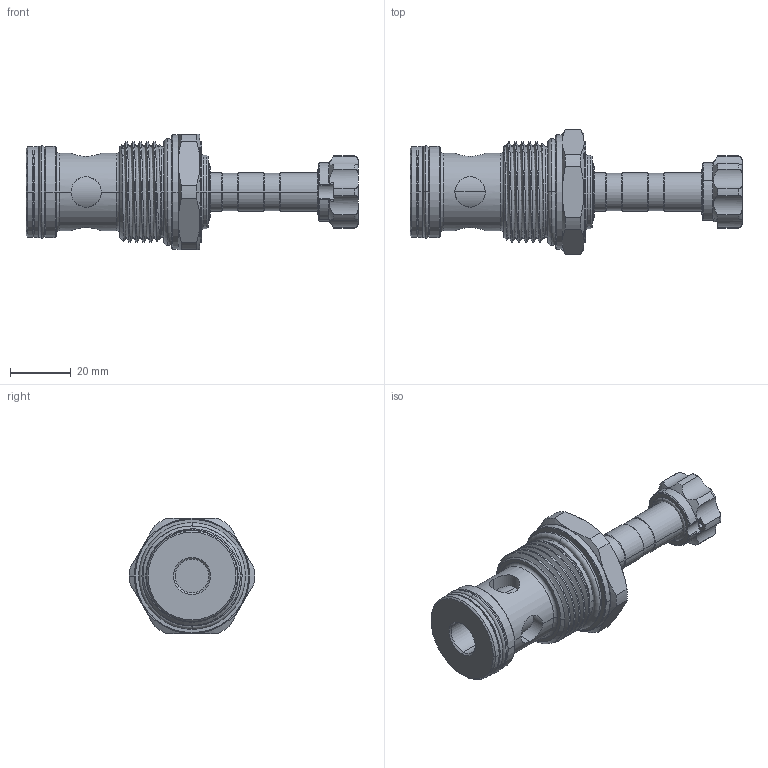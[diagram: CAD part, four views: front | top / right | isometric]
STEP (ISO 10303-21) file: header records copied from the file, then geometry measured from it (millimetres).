
FILE_DESCRIPTION (( 'STEP AP203' ), '1' );
FILE_NAME ('EP21E2A02N05.STEP', '2016-08-30T01:29:51', ( '' ), ( '' ), 'SwSTEP 2.0', 'SolidWorks 2012', '' );
FILE_SCHEMA (( 'CONFIG_CONTROL_DESIGN' ));
Length unit declared in the file: millimetre
Products named in the file (1): EP21E2A02N05
Bounding box: 109.45 x 41.5 x 38 mm (x, y, z)
Volume: 50568.1 mm3; surface area: 15734.2 mm2
Topology: 5 solids, 5 shells, 220 faces, 516 edges, 317 vertices
Faces by surface type: cylinder 100, cone 56, torus 34, plane 27, bspline 3
Entity records: 10018 total; most frequent: CARTESIAN_POINT 4942, DIRECTION 1089, ORIENTED_EDGE 1032, EDGE_CURVE 516, AXIS2_PLACEMENT_3D 471, VERTEX_POINT 317, CIRCLE 253, EDGE_LOOP 241
